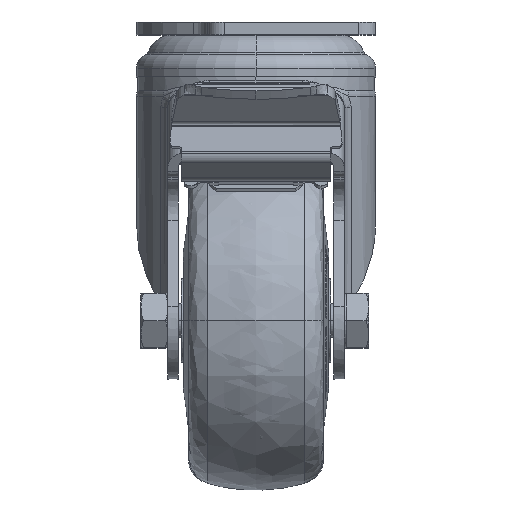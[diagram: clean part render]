
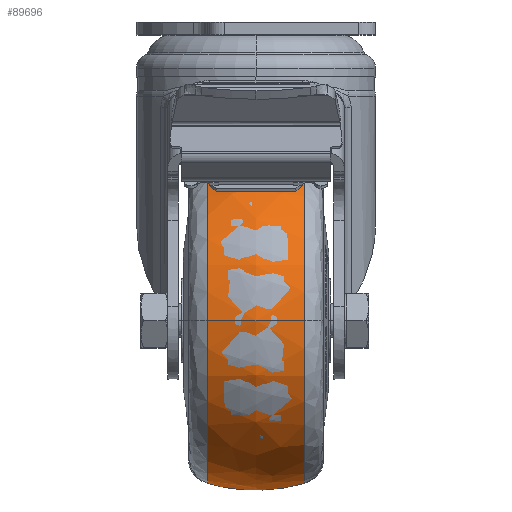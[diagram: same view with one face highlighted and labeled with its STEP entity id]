
A CAD part, top view. The second image highlights one B-rep face of the part: STEP entity #89696.
In plain terms, the highlighted free-form (B-spline) face has degree [3, 3] with [5, 4] control points.
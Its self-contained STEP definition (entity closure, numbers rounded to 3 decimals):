
#11 = CARTESIAN_POINT ( 'NONE',  ( 7.835, 39.919, 79.838 ) ) ;
#402 = CARTESIAN_POINT ( 'NONE',  ( -11.519, -38.734, 77.468 ) ) ;
#7603 = CARTESIAN_POINT ( 'NONE',  ( -11.519, -38.734, 0. ) ) ;
#8421 = ORIENTED_EDGE ( 'NONE', *, *, #96726, .F. ) ;
#9163 = CARTESIAN_POINT ( 'NONE',  ( 7.835, -39.919, 0. ) ) ;
#15074 = VERTEX_POINT ( 'NONE', #53839 ) ;
#16142 = CARTESIAN_POINT ( 'NONE',  ( 7.835, 39.919, 0. ) ) ;
#18299 = CARTESIAN_POINT ( 'NONE',  ( 7.835, -39.919, 0. ) ) ;
#18351 = CARTESIAN_POINT ( 'NONE',  ( -0.051, 40.736, 81.473 ) ) ;
#19947 =( BOUNDED_SURFACE ( )  B_SPLINE_SURFACE ( 3, 3, ( 
 ( #36324, #90632, #45514, #109346 ),
 ( #54736, #11, #63952, #9163 ),
 ( #73098, #18351, #82252, #27542 ),
 ( #91429, #36705, #100559, #45913 ),
 ( #109750, #55139, #402, #64346 ) ),
 .UNSPECIFIED., .F., .F., .F. ) 
 B_SPLINE_SURFACE_WITH_KNOTS ( ( 4, 1, 4 ),
 ( 4, 4 ),
 ( 0., 0.5, 1. ),
 ( 0., 1. ),
 .UNSPECIFIED. ) 
 GEOMETRIC_REPRESENTATION_ITEM ( )  RATIONAL_B_SPLINE_SURFACE ( (
 ( 1., 0.333, 0.333, 1.),
 ( 1., 0.333, 0.333, 1.),
 ( 1., 0.333, 0.333, 1.),
 ( 1., 0.333, 0.333, 1.),
 ( 1., 0.333, 0.333, 1.) ) ) 
 REPRESENTATION_ITEM ( '' )  SURFACE ( )  );
#22758 = ORIENTED_EDGE ( 'NONE', *, *, #83283, .T. ) ;
#27477 = CARTESIAN_POINT ( 'NONE',  ( -0.051, -40.736, 0. ) ) ;
#27542 = CARTESIAN_POINT ( 'NONE',  ( -0.051, -40.736, 0. ) ) ;
#32415 = DIRECTION ( 'NONE',  ( 1., 0., 0. ) ) ;
#34513 = CARTESIAN_POINT ( 'NONE',  ( -7.734, 39.952, 0. ) ) ;
#35988 = CARTESIAN_POINT ( 'NONE',  ( 11.519, -38.734, 0. ) ) ;
#36265 = CARTESIAN_POINT ( 'NONE',  ( 11.519, -38.734, 0. ) ) ;
#36324 = CARTESIAN_POINT ( 'NONE',  ( 11.519, 38.734, 0. ) ) ;
#36645 = CARTESIAN_POINT ( 'NONE',  ( -11.519, -38.734, 0. ) ) ;
#36705 = CARTESIAN_POINT ( 'NONE',  ( -7.734, 39.952, 79.904 ) ) ;
#43863 = B_SPLINE_CURVE_WITH_KNOTS ( 'NONE', 3,
 ( #36265, #18299, #27477, #91367, #36645 ),
 .UNSPECIFIED., .F., .F.,
 ( 4, 1, 4 ),
 ( 0., 0.5, 1. ),
 .UNSPECIFIED. ) ;
#45514 = CARTESIAN_POINT ( 'NONE',  ( 11.519, -38.734, 77.468 ) ) ;
#45913 = CARTESIAN_POINT ( 'NONE',  ( -7.734, -39.952, 0. ) ) ;
#49566 = CARTESIAN_POINT ( 'NONE',  ( 11.519, 38.734, 0. ) ) ;
#51674 = DIRECTION ( 'NONE',  ( 1., 0., 0. ) ) ;
#53839 = CARTESIAN_POINT ( 'NONE',  ( -11.519, 38.734, 0. ) ) ;
#54736 = CARTESIAN_POINT ( 'NONE',  ( 7.835, 39.919, 0. ) ) ;
#55139 = CARTESIAN_POINT ( 'NONE',  ( -11.519, 38.734, 77.468 ) ) ;
#55545 = VERTEX_POINT ( 'NONE', #7603 ) ;
#59301 = FACE_OUTER_BOUND ( 'NONE', #61255, .T. ) ;
#61064 = AXIS2_PLACEMENT_3D ( 'NONE', #87048, #32415, #96213 ) ;
#61255 = EDGE_LOOP ( 'NONE', ( #91451, #8421, #99808, #22758 ) ) ;
#63952 = CARTESIAN_POINT ( 'NONE',  ( 7.835, -39.919, 79.838 ) ) ;
#64346 = CARTESIAN_POINT ( 'NONE',  ( -11.519, -38.734, 0. ) ) ;
#68192 = B_SPLINE_CURVE_WITH_KNOTS ( 'NONE', 3,
 ( #80000, #16142, #89191, #34513, #98316 ),
 .UNSPECIFIED., .F., .F.,
 ( 4, 1, 4 ),
 ( 0., 0.5, 1. ),
 .UNSPECIFIED. ) ;
#71779 = VERTEX_POINT ( 'NONE', #49566 ) ;
#73098 = CARTESIAN_POINT ( 'NONE',  ( -0.051, 40.736, 0. ) ) ;
#76170 = AXIS2_PLACEMENT_3D ( 'NONE', #106305, #51674, #115538 ) ;
#80000 = CARTESIAN_POINT ( 'NONE',  ( 11.519, 38.734, 0. ) ) ;
#82252 = CARTESIAN_POINT ( 'NONE',  ( -0.051, -40.736, 81.473 ) ) ;
#83283 = EDGE_CURVE ( 'NONE', #15074, #55545, #105244, .T. ) ;
#83975 = EDGE_CURVE ( 'NONE', #71779, #15074, #68192, .T. ) ;
#87048 = CARTESIAN_POINT ( 'NONE',  ( -11.519, 0., 0. ) ) ;
#89191 = CARTESIAN_POINT ( 'NONE',  ( -0.051, 40.736, 0. ) ) ;
#89696 = ADVANCED_FACE ( 'NONE', ( #59301 ), #19947, .T. ) ;
#90632 = CARTESIAN_POINT ( 'NONE',  ( 11.519, 38.734, 77.468 ) ) ;
#91367 = CARTESIAN_POINT ( 'NONE',  ( -7.734, -39.952, 0. ) ) ;
#91429 = CARTESIAN_POINT ( 'NONE',  ( -7.734, 39.952, 0. ) ) ;
#91451 = ORIENTED_EDGE ( 'NONE', *, *, #97409, .F. ) ;
#96213 = DIRECTION ( 'NONE',  ( 0., 0., -1. ) ) ;
#96726 = EDGE_CURVE ( 'NONE', #71779, #98002, #100405, .T. ) ;
#97409 = EDGE_CURVE ( 'NONE', #98002, #55545, #43863, .T. ) ;
#98002 = VERTEX_POINT ( 'NONE', #35988 ) ;
#98316 = CARTESIAN_POINT ( 'NONE',  ( -11.519, 38.734, 0. ) ) ;
#99808 = ORIENTED_EDGE ( 'NONE', *, *, #83975, .T. ) ;
#100405 = CIRCLE ( 'NONE', #76170, 38.734 ) ;
#100559 = CARTESIAN_POINT ( 'NONE',  ( -7.734, -39.952, 79.904 ) ) ;
#105244 = CIRCLE ( 'NONE', #61064, 38.734 ) ;
#106305 = CARTESIAN_POINT ( 'NONE',  ( 11.519, 0., 0. ) ) ;
#109346 = CARTESIAN_POINT ( 'NONE',  ( 11.519, -38.734, 0. ) ) ;
#109750 = CARTESIAN_POINT ( 'NONE',  ( -11.519, 38.734, 0. ) ) ;
#115538 = DIRECTION ( 'NONE',  ( 0., 0., -1. ) ) ;
